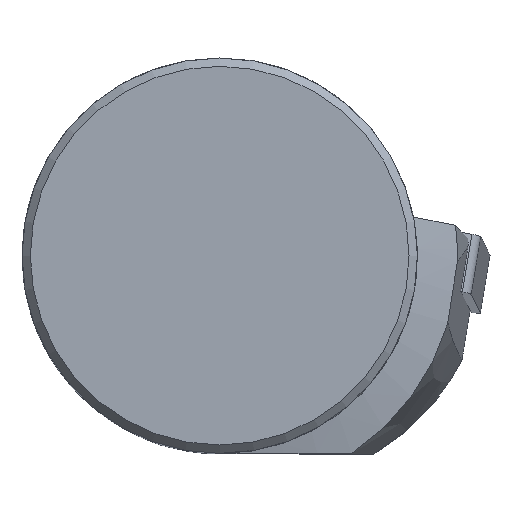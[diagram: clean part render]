
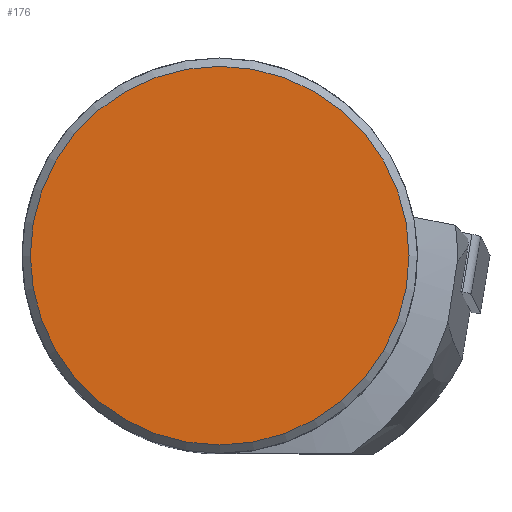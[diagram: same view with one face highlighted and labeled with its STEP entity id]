
A CAD part, top view. The second image highlights one B-rep face of the part: STEP entity #176.
In plain terms, the highlighted planar face has unit normal (0, 0, 1).
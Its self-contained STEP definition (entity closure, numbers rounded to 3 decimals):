
#141=FACE_OUTER_BOUND('',#259,.T.);
#176=ADVANCED_FACE('',(#141),#205,.T.);
#205=PLANE('',#915);
#259=EDGE_LOOP('',(#530));
#302=CIRCLE('',#887,15.325);
#530=ORIENTED_EDGE('',*,*,#708,.T.);
#637=VERTEX_POINT('',#1270);
#708=EDGE_CURVE('',#637,#637,#302,.T.);
#887=AXIS2_PLACEMENT_3D('',#1269,#1015,#1016);
#915=AXIS2_PLACEMENT_3D('',#1400,#1083,#1084);
#1015=DIRECTION('',(0.,0.,1.));
#1016=DIRECTION('',(1.,0.,0.));
#1083=DIRECTION('',(0.,0.,1.));
#1084=DIRECTION('',(1.,0.,0.));
#1269=CARTESIAN_POINT('',(0.,0.,0.));
#1270=CARTESIAN_POINT('',(15.325,0.,0.));
#1400=CARTESIAN_POINT('',(0.,0.,0.));
